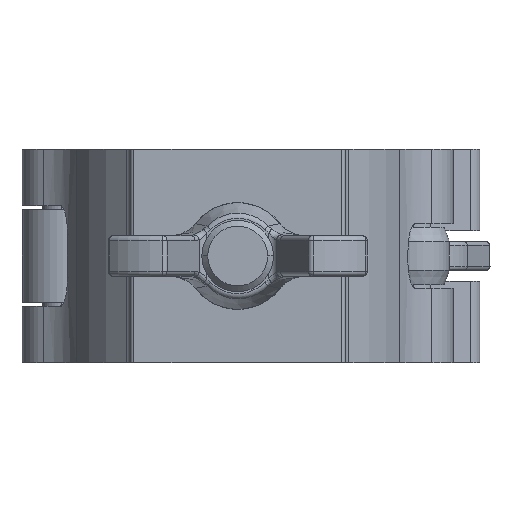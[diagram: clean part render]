
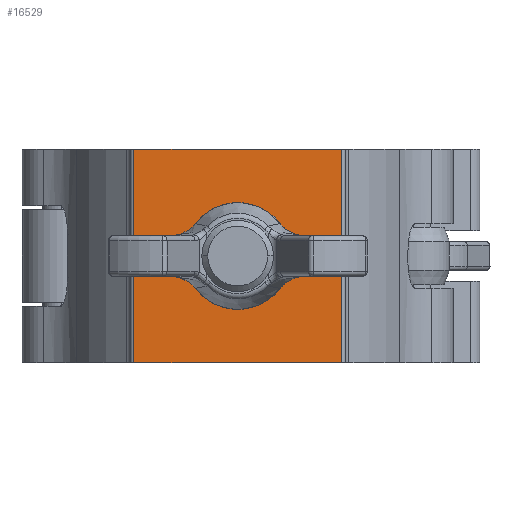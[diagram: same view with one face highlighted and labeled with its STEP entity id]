
A CAD part, front view. The second image highlights one B-rep face of the part: STEP entity #16529.
In plain terms, the highlighted planar face has unit normal (0, -1, 0).
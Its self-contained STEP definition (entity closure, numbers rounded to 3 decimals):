
#305 = ORIENTED_EDGE ( 'NONE', *, *, #1987, .T. ) ;
#371 = CIRCLE ( 'NONE', #20753, 5.25 ) ;
#591 = EDGE_CURVE ( 'NONE', #1954, #9826, #3653, .T. ) ;
#692 = CARTESIAN_POINT ( 'NONE',  ( -14.5, 0., 14.95 ) ) ;
#1781 = CARTESIAN_POINT ( 'NONE',  ( 14.5, 0., 14.95 ) ) ;
#1954 = VERTEX_POINT ( 'NONE', #4785 ) ;
#1987 = EDGE_CURVE ( 'NONE', #3036, #10595, #3823, .T. ) ;
#2518 = VECTOR ( 'NONE', #12661, 1000. ) ;
#3036 = VERTEX_POINT ( 'NONE', #20717 ) ;
#3653 = CIRCLE ( 'NONE', #12645, 5.25 ) ;
#3823 = LINE ( 'NONE', #692, #16717 ) ;
#4120 = CARTESIAN_POINT ( 'NONE',  ( 14.5, 0., 14.95 ) ) ;
#4265 = DIRECTION ( 'NONE',  ( -1., 0., 0. ) ) ;
#4311 = AXIS2_PLACEMENT_3D ( 'NONE', #4120, #11742, #4265 ) ;
#4530 = VERTEX_POINT ( 'NONE', #21593 ) ;
#4697 = CARTESIAN_POINT ( 'NONE',  ( 0., 0., 0. ) ) ;
#4785 = CARTESIAN_POINT ( 'NONE',  ( 0., 0., 5.25 ) ) ;
#5592 = EDGE_CURVE ( 'NONE', #20722, #4530, #24200, .T. ) ;
#5601 = LINE ( 'NONE', #7000, #8567 ) ;
#6512 = DIRECTION ( 'NONE',  ( 0., 0., 1. ) ) ;
#6801 = VECTOR ( 'NONE', #17564, 1000. ) ;
#7000 = CARTESIAN_POINT ( 'NONE',  ( 14.5, 0., 14.95 ) ) ;
#7968 = ORIENTED_EDGE ( 'NONE', *, *, #22580, .F. ) ;
#8335 = DIRECTION ( 'NONE',  ( 0., 0., -1. ) ) ;
#8410 = DIRECTION ( 'NONE',  ( 0., 1., 0. ) ) ;
#8567 = VECTOR ( 'NONE', #10609, 1000. ) ;
#9021 = EDGE_LOOP ( 'NONE', ( #17204, #11699, #7968, #305 ) ) ;
#9022 = DIRECTION ( 'NONE',  ( 0., 1., 0. ) ) ;
#9128 = FACE_OUTER_BOUND ( 'NONE', #9021, .T. ) ;
#9252 = CARTESIAN_POINT ( 'NONE',  ( 0., 0., 0. ) ) ;
#9826 = VERTEX_POINT ( 'NONE', #10680 ) ;
#10327 = LINE ( 'NONE', #15446, #6801 ) ;
#10595 = VERTEX_POINT ( 'NONE', #18226 ) ;
#10609 = DIRECTION ( 'NONE',  ( 1., 0., 0. ) ) ;
#10680 = CARTESIAN_POINT ( 'NONE',  ( 0., 0., -5.25 ) ) ;
#10905 = DIRECTION ( 'NONE',  ( 0., 0., 1. ) ) ;
#11541 = EDGE_LOOP ( 'NONE', ( #18021, #16696 ) ) ;
#11699 = ORIENTED_EDGE ( 'NONE', *, *, #5592, .F. ) ;
#11742 = DIRECTION ( 'NONE',  ( 0., 1., 0. ) ) ;
#12645 = AXIS2_PLACEMENT_3D ( 'NONE', #4697, #8410, #6512 ) ;
#12661 = DIRECTION ( 'NONE',  ( 0., 0., -1. ) ) ;
#14124 = FACE_BOUND ( 'NONE', #11541, .T. ) ;
#14498 = EDGE_CURVE ( 'NONE', #9826, #1954, #371, .T. ) ;
#15446 = CARTESIAN_POINT ( 'NONE',  ( 14.5, 0., -14.95 ) ) ;
#16529 = ADVANCED_FACE ( 'NONE', ( #14124, #9128 ), #21136, .F. ) ;
#16696 = ORIENTED_EDGE ( 'NONE', *, *, #14498, .T. ) ;
#16717 = VECTOR ( 'NONE', #8335, 1000. ) ;
#17204 = ORIENTED_EDGE ( 'NONE', *, *, #22268, .T. ) ;
#17564 = DIRECTION ( 'NONE',  ( 1., 0., 0. ) ) ;
#18021 = ORIENTED_EDGE ( 'NONE', *, *, #591, .T. ) ;
#18226 = CARTESIAN_POINT ( 'NONE',  ( -14.5, 0., -14.95 ) ) ;
#20517 = CARTESIAN_POINT ( 'NONE',  ( 14.5, 0., 14.95 ) ) ;
#20717 = CARTESIAN_POINT ( 'NONE',  ( -14.5, 0., 14.95 ) ) ;
#20722 = VERTEX_POINT ( 'NONE', #1781 ) ;
#20753 = AXIS2_PLACEMENT_3D ( 'NONE', #9252, #9022, #10905 ) ;
#21136 = PLANE ( 'NONE',  #4311 ) ;
#21593 = CARTESIAN_POINT ( 'NONE',  ( 14.5, 0., -14.95 ) ) ;
#22268 = EDGE_CURVE ( 'NONE', #10595, #4530, #10327, .T. ) ;
#22580 = EDGE_CURVE ( 'NONE', #3036, #20722, #5601, .T. ) ;
#24200 = LINE ( 'NONE', #20517, #2518 ) ;
